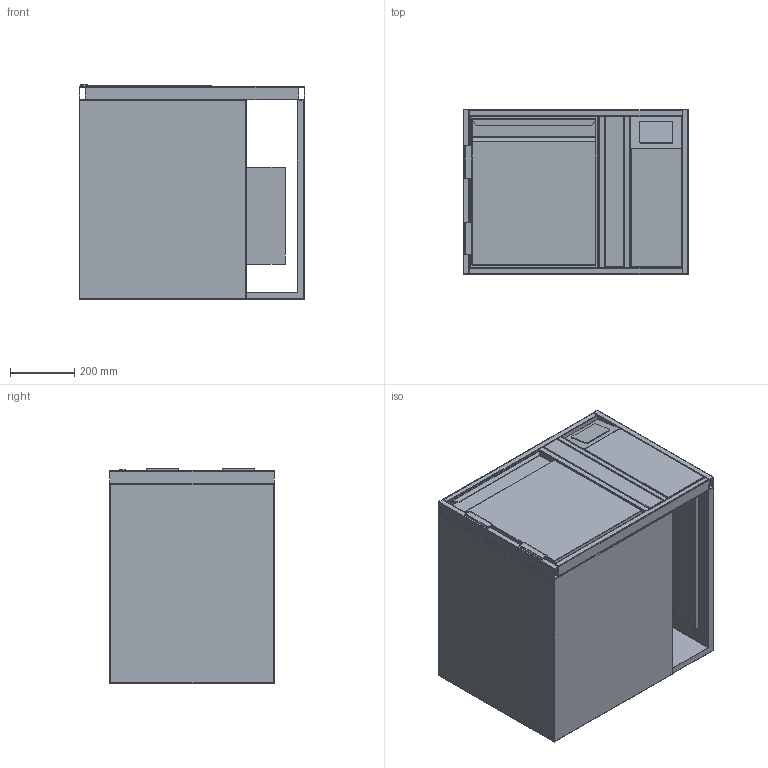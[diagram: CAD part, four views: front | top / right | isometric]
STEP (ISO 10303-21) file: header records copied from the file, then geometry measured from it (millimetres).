
FILE_DESCRIPTION (( 'STEP AP203' ), '1' );
FILE_NAME ('G-KTZ-1-51-R-1T.step', '2024-02-26T13:41:21', ( '' ), ( '' ), 'SwSTEP 2.0', 'SolidWorks 2023', '' );
FILE_SCHEMA (( 'CONFIG_CONTROL_DESIGN' ));
Length unit declared in the file: millimetre
Products named in the file (9): 20-03-43319_G-KT-Einbauelement-Tür-400-660-510-L; 24-02-55011_G-KT-Fach-Z-R-180-660-510; 20-03-43331_G-KT-Auflage-400-660-mit-Rost; 18-06-35404_TUER-385-455-L; 20-03-43331_G-KT-Auflage-400-660-Ohne-Rost; 21-01-47565_G-KT-FRR-510-700--520B-1SV60-180; 20-03-43318_G-KT-Rahmen-Tür-400-510; 24-02-55012_G-KT-Korpus-520-660-510-R; G-KTZ-1-51-R-1T
Assembly tree (8 placements, depth 3):
  G-KTZ-1-51-R-1T
    24-02-55012_G-KT-Korpus-520-660-510-R
    21-01-47565_G-KT-FRR-510-700--520B-1SV60-180
    24-02-55011_G-KT-Fach-Z-R-180-660-510
    20-03-43319_G-KT-Einbauelement-Tür-400-660-510-L
      20-03-43318_G-KT-Rahmen-Tür-400-510
      18-06-35404_TUER-385-455-L
      20-03-43331_G-KT-Auflage-400-660-Ohne-Rost
      20-03-43331_G-KT-Auflage-400-660-mit-Rost
Bounding box: 701 x 510 x 667.5 mm (x, y, z)
Volume: 75357689.9 mm3; surface area: 6728977.2 mm2
Topology: 21 solids, 21 shells, 962 faces, 2548 edges, 1616 vertices
Faces by surface type: cylinder 566, plane 343, sphere 22, torus 16, bspline 15
Entity records: 32039 total; most frequent: CARTESIAN_POINT 5943, DIRECTION 5445, ORIENTED_EDGE 5056, EDGE_CURVE 2528, AXIS2_PLACEMENT_3D 2028, VERTEX_POINT 1616, VECTOR 1389, LINE 1389
